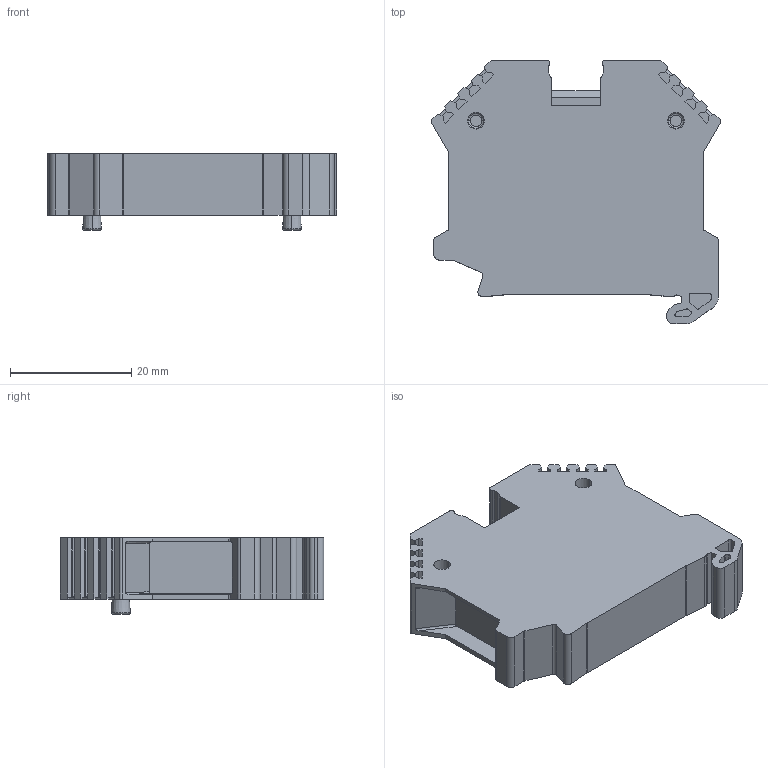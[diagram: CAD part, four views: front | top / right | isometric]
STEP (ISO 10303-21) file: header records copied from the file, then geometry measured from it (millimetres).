
FILE_DESCRIPTION(('FreeCAD Model'),'2;1');
FILE_NAME('17113_SRK_B_10_2A.stp','2018-09-09T22:19:18',('Author'),(''), 'Open CASCADE STEP processor 7.2','FreeCAD','Unknown');
FILE_SCHEMA(('AUTOMOTIVE_DESIGN { 1 0 10303 214 1 1 1 1 }'));
Length unit declared in the file: millimetre
Products named in the file (1): 17113_SRK_B_10_2A
Bounding box: 47.85 x 43.5 x 12.6 mm (x, y, z)
Volume: 14657.4 mm3; surface area: 6110.4 mm2
Topology: 1 solids, 1 shells, 291 faces, 807 edges, 530 vertices
Faces by surface type: plane 190, cylinder 77, cone 12, torus 12
Entity records: 20770 total; most frequent: CARTESIAN_POINT 4537, DIRECTION 3060, LINE 2055, VECTOR 2055, ORIENTED_EDGE 1614, PCURVE 1614, DEFINITIONAL_REPRESENTATION 1614, EDGE_CURVE 807
